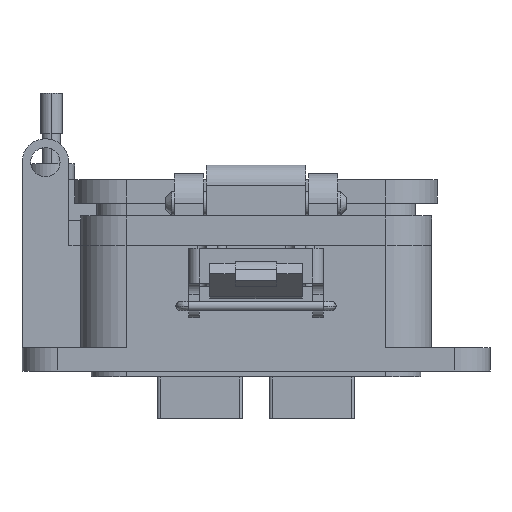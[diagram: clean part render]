
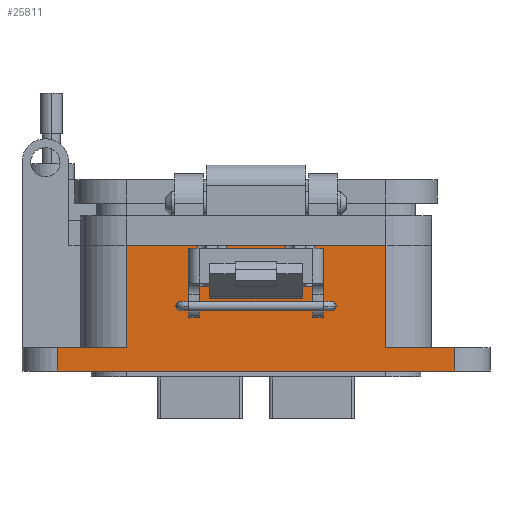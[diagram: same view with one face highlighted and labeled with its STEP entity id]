
A CAD part, front view. The second image highlights one B-rep face of the part: STEP entity #25811.
In plain terms, the highlighted planar face has unit normal (0, -1, 0).
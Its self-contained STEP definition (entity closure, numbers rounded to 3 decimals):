
#763 = CARTESIAN_POINT ( 'NONE',  ( 10.071, -15.056, -39.279 ) ) ;
#781 = VERTEX_POINT ( 'NONE', #38465 ) ;
#1386 = LINE ( 'NONE', #4337, #20048 ) ;
#2130 = VERTEX_POINT ( 'NONE', #15338 ) ;
#2427 = VECTOR ( 'NONE', #23072, 1000. ) ;
#3676 = CARTESIAN_POINT ( 'NONE',  ( 10.071, -15.056, -21.654 ) ) ;
#3901 = DIRECTION ( 'NONE',  ( 0., 0., 1. ) ) ;
#4337 = CARTESIAN_POINT ( 'NONE',  ( -34.243, -15.056, -21.654 ) ) ;
#4373 = VECTOR ( 'NONE', #3901, 1000. ) ;
#5147 = AXIS2_PLACEMENT_3D ( 'NONE', #3676, #29720, #7436 ) ;
#5385 = CARTESIAN_POINT ( 'NONE',  ( 34.243, -15.056, -43.307 ) ) ;
#5725 = ORIENTED_EDGE ( 'NONE', *, *, #26034, .T. ) ;
#6228 = VERTEX_POINT ( 'NONE', #29684 ) ;
#6608 = VECTOR ( 'NONE', #40776, 1000. ) ;
#6731 = DIRECTION ( 'NONE',  ( -1., 0., 0. ) ) ;
#7436 = DIRECTION ( 'NONE',  ( 1., 0., 0. ) ) ;
#7531 = ORIENTED_EDGE ( 'NONE', *, *, #43594, .T. ) ;
#7861 = ORIENTED_EDGE ( 'NONE', *, *, #17733, .T. ) ;
#10261 = VERTEX_POINT ( 'NONE', #36687 ) ;
#10425 = DIRECTION ( 'NONE',  ( 0., 0., -1. ) ) ;
#10559 = CARTESIAN_POINT ( 'NONE',  ( 22.358, -15.056, -39.279 ) ) ;
#11059 = CARTESIAN_POINT ( 'NONE',  ( 10.071, -15.056, -21.654 ) ) ;
#11250 = CARTESIAN_POINT ( 'NONE',  ( -5.036, -15.056, -28.704 ) ) ;
#11843 = LINE ( 'NONE', #29455, #19397 ) ;
#11982 = CARTESIAN_POINT ( 'NONE',  ( -5.036, -15.056, -21.654 ) ) ;
#12226 = VECTOR ( 'NONE', #38342, 1000. ) ;
#12240 = DIRECTION ( 'NONE',  ( 1., 0., 0. ) ) ;
#12345 = CARTESIAN_POINT ( 'NONE',  ( 5.036, -15.056, -21.654 ) ) ;
#13037 = CARTESIAN_POINT ( 'NONE',  ( -10.071, -15.056, -21.654 ) ) ;
#13153 = LINE ( 'NONE', #26212, #4373 ) ;
#13287 = LINE ( 'NONE', #763, #22000 ) ;
#14676 = DIRECTION ( 'NONE',  ( -1., 0., 0. ) ) ;
#14946 = CARTESIAN_POINT ( 'NONE',  ( -22.358, -15.056, -21.654 ) ) ;
#15338 = CARTESIAN_POINT ( 'NONE',  ( 5.036, -15.056, -28.704 ) ) ;
#15402 = ORIENTED_EDGE ( 'NONE', *, *, #41292, .T. ) ;
#15832 = CARTESIAN_POINT ( 'NONE',  ( -34.243, -15.056, -39.279 ) ) ;
#16000 = LINE ( 'NONE', #33317, #34609 ) ;
#16668 = VECTOR ( 'NONE', #43321, 1000. ) ;
#16897 = ORIENTED_EDGE ( 'NONE', *, *, #29225, .T. ) ;
#17086 = ORIENTED_EDGE ( 'NONE', *, *, #29715, .T. ) ;
#17279 = VECTOR ( 'NONE', #10425, 1000. ) ;
#17733 = EDGE_CURVE ( 'NONE', #46311, #44980, #13287, .T. ) ;
#18608 = VECTOR ( 'NONE', #39669, 1000. ) ;
#18686 = DIRECTION ( 'NONE',  ( 0., 0., -1. ) ) ;
#19326 = CARTESIAN_POINT ( 'NONE',  ( 10.071, -15.056, -21.654 ) ) ;
#19357 = EDGE_CURVE ( 'NONE', #10261, #40427, #42121, .T. ) ;
#19397 = VECTOR ( 'NONE', #14676, 1000. ) ;
#19533 = CARTESIAN_POINT ( 'NONE',  ( 0., -15.056, -43.307 ) ) ;
#19657 = LINE ( 'NONE', #14946, #37099 ) ;
#20048 = VECTOR ( 'NONE', #26661, 1000. ) ;
#20363 = ORIENTED_EDGE ( 'NONE', *, *, #29861, .T. ) ;
#20490 = DIRECTION ( 'NONE',  ( 0., 0., -1. ) ) ;
#22000 = VECTOR ( 'NONE', #30570, 1000. ) ;
#22043 = VECTOR ( 'NONE', #20490, 1000. ) ;
#22141 = VERTEX_POINT ( 'NONE', #43289 ) ;
#23072 = DIRECTION ( 'NONE',  ( -1., 0., 0. ) ) ;
#23263 = LINE ( 'NONE', #12345, #12226 ) ;
#25206 = CARTESIAN_POINT ( 'NONE',  ( -5.036, -15.056, -21.654 ) ) ;
#25760 = ORIENTED_EDGE ( 'NONE', *, *, #37917, .T. ) ;
#25811 = ADVANCED_FACE ( 'NONE', ( #36103 ), #37062, .T. ) ;
#26034 = EDGE_CURVE ( 'NONE', #2130, #35894, #23263, .T. ) ;
#26106 = CARTESIAN_POINT ( 'NONE',  ( 5.036, -15.056, -21.654 ) ) ;
#26212 = CARTESIAN_POINT ( 'NONE',  ( 22.358, -15.056, -21.654 ) ) ;
#26516 = LINE ( 'NONE', #47064, #16668 ) ;
#26661 = DIRECTION ( 'NONE',  ( 0., 0., -1. ) ) ;
#27151 = LINE ( 'NONE', #25206, #17279 ) ;
#27292 = ORIENTED_EDGE ( 'NONE', *, *, #42092, .T. ) ;
#27400 = EDGE_CURVE ( 'NONE', #22141, #38582, #28486, .T. ) ;
#27460 = VERTEX_POINT ( 'NONE', #32398 ) ;
#27858 = VERTEX_POINT ( 'NONE', #13037 ) ;
#27911 = EDGE_CURVE ( 'NONE', #22141, #46248, #31954, .T. ) ;
#28327 = CARTESIAN_POINT ( 'NONE',  ( -22.358, -15.056, -39.279 ) ) ;
#28486 = LINE ( 'NONE', #28500, #18608 ) ;
#28500 = CARTESIAN_POINT ( 'NONE',  ( 10.071, -15.056, -39.279 ) ) ;
#29029 = ORIENTED_EDGE ( 'NONE', *, *, #19357, .T. ) ;
#29082 = EDGE_CURVE ( 'NONE', #39251, #41771, #27151, .T. ) ;
#29225 = EDGE_CURVE ( 'NONE', #38582, #34688, #13153, .T. ) ;
#29455 = CARTESIAN_POINT ( 'NONE',  ( 10.071, -15.056, -28.704 ) ) ;
#29684 = CARTESIAN_POINT ( 'NONE',  ( -10.071, -15.056, -28.704 ) ) ;
#29715 = EDGE_CURVE ( 'NONE', #27858, #781, #16000, .T. ) ;
#29720 = DIRECTION ( 'NONE',  ( 0., -1., 0. ) ) ;
#29861 = EDGE_CURVE ( 'NONE', #44980, #27460, #1386, .T. ) ;
#30570 = DIRECTION ( 'NONE',  ( -1., 0., 0. ) ) ;
#30806 = EDGE_CURVE ( 'NONE', #41771, #6228, #11843, .T. ) ;
#30985 = LINE ( 'NONE', #45304, #2427 ) ;
#31212 = VECTOR ( 'NONE', #12240, 1000. ) ;
#31954 = LINE ( 'NONE', #42716, #22043 ) ;
#32236 = ORIENTED_EDGE ( 'NONE', *, *, #27911, .F. ) ;
#32398 = CARTESIAN_POINT ( 'NONE',  ( -34.243, -15.056, -43.307 ) ) ;
#33149 = EDGE_CURVE ( 'NONE', #6228, #27858, #26516, .T. ) ;
#33317 = CARTESIAN_POINT ( 'NONE',  ( 10.071, -15.056, -21.654 ) ) ;
#33414 = VECTOR ( 'NONE', #45297, 1000. ) ;
#33416 = CARTESIAN_POINT ( 'NONE',  ( 10.071, -15.056, -21.654 ) ) ;
#34609 = VECTOR ( 'NONE', #37076, 1000. ) ;
#34688 = VERTEX_POINT ( 'NONE', #35852 ) ;
#35184 = LINE ( 'NONE', #11059, #6608 ) ;
#35852 = CARTESIAN_POINT ( 'NONE',  ( 22.358, -15.056, -21.654 ) ) ;
#35894 = VERTEX_POINT ( 'NONE', #26106 ) ;
#36037 = VECTOR ( 'NONE', #6731, 1000. ) ;
#36103 = FACE_OUTER_BOUND ( 'NONE', #37898, .T. ) ;
#36687 = CARTESIAN_POINT ( 'NONE',  ( 10.071, -15.056, -21.654 ) ) ;
#37062 = PLANE ( 'NONE',  #5147 ) ;
#37076 = DIRECTION ( 'NONE',  ( -1., 0., 0. ) ) ;
#37099 = VECTOR ( 'NONE', #18686, 1000. ) ;
#37172 = ORIENTED_EDGE ( 'NONE', *, *, #27400, .T. ) ;
#37898 = EDGE_LOOP ( 'NONE', ( #15402, #29029, #7531, #5725, #27292, #39187, #45954, #39214, #17086, #44602, #7861, #20363, #25760, #32236, #37172, #16897 ) ) ;
#37917 = EDGE_CURVE ( 'NONE', #27460, #46248, #41053, .T. ) ;
#38342 = DIRECTION ( 'NONE',  ( 0., 0., 1. ) ) ;
#38465 = CARTESIAN_POINT ( 'NONE',  ( -22.358, -15.056, -21.654 ) ) ;
#38582 = VERTEX_POINT ( 'NONE', #10559 ) ;
#39187 = ORIENTED_EDGE ( 'NONE', *, *, #29082, .T. ) ;
#39214 = ORIENTED_EDGE ( 'NONE', *, *, #33149, .T. ) ;
#39251 = VERTEX_POINT ( 'NONE', #11982 ) ;
#39669 = DIRECTION ( 'NONE',  ( -1., 0., 0. ) ) ;
#40427 = VERTEX_POINT ( 'NONE', #41630 ) ;
#40776 = DIRECTION ( 'NONE',  ( -1., 0., 0. ) ) ;
#41053 = LINE ( 'NONE', #19533, #31212 ) ;
#41292 = EDGE_CURVE ( 'NONE', #34688, #10261, #44660, .T. ) ;
#41630 = CARTESIAN_POINT ( 'NONE',  ( 10.071, -15.056, -28.704 ) ) ;
#41771 = VERTEX_POINT ( 'NONE', #11250 ) ;
#42092 = EDGE_CURVE ( 'NONE', #35894, #39251, #35184, .T. ) ;
#42121 = LINE ( 'NONE', #19326, #33414 ) ;
#42716 = CARTESIAN_POINT ( 'NONE',  ( 34.243, -15.056, -43.307 ) ) ;
#43289 = CARTESIAN_POINT ( 'NONE',  ( 34.243, -15.056, -39.279 ) ) ;
#43321 = DIRECTION ( 'NONE',  ( 0., 0., 1. ) ) ;
#43594 = EDGE_CURVE ( 'NONE', #40427, #2130, #30985, .T. ) ;
#44602 = ORIENTED_EDGE ( 'NONE', *, *, #45376, .T. ) ;
#44660 = LINE ( 'NONE', #33416, #36037 ) ;
#44980 = VERTEX_POINT ( 'NONE', #15832 ) ;
#45297 = DIRECTION ( 'NONE',  ( 0., 0., -1. ) ) ;
#45304 = CARTESIAN_POINT ( 'NONE',  ( 10.071, -15.056, -28.704 ) ) ;
#45376 = EDGE_CURVE ( 'NONE', #781, #46311, #19657, .T. ) ;
#45954 = ORIENTED_EDGE ( 'NONE', *, *, #30806, .T. ) ;
#46248 = VERTEX_POINT ( 'NONE', #5385 ) ;
#46311 = VERTEX_POINT ( 'NONE', #28327 ) ;
#47064 = CARTESIAN_POINT ( 'NONE',  ( -10.071, -15.056, -21.654 ) ) ;
